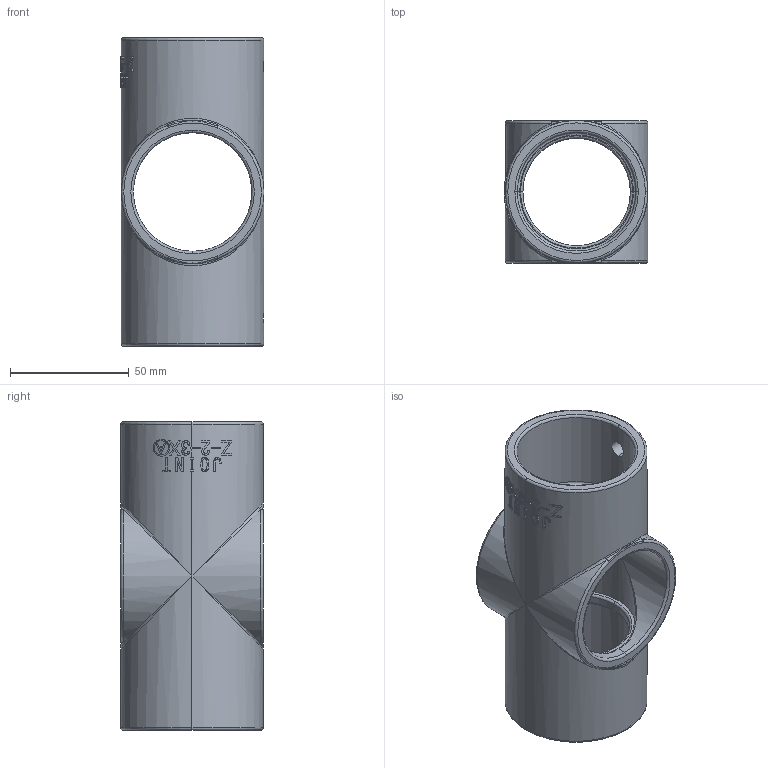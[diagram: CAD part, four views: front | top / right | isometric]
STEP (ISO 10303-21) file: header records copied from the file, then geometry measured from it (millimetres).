
FILE_DESCRIPTION (( 'STEP AP203' ), '1' );
FILE_NAME ('Z-2-3X.STEP', '2015-11-16T13:29:39', ( 'user' ), ( 'Hewlett-Packard Company' ), 'SwSTEP 2.0', 'SolidWorks 2014', '' );
FILE_SCHEMA (( 'CONFIG_CONTROL_DESIGN' ));
Length unit declared in the file: millimetre
Products named in the file (1): Z-2-3X
Bounding box: 60.5 x 60.02 x 130 mm (x, y, z)
Volume: 106124 mm3; surface area: 45130.1 mm2
Topology: 1 solids, 1 shells, 301 faces, 791 edges, 490 vertices
Faces by surface type: bspline 122, plane 100, cylinder 48, torus 31
Entity records: 16090 total; most frequent: CARTESIAN_POINT 9609, ORIENTED_EDGE 1558, DIRECTION 982, EDGE_CURVE 779, VERTEX_POINT 490, AXIS2_PLACEMENT_3D 366, EDGE_LOOP 323, B_SPLINE_CURVE_WITH_KNOTS 311
